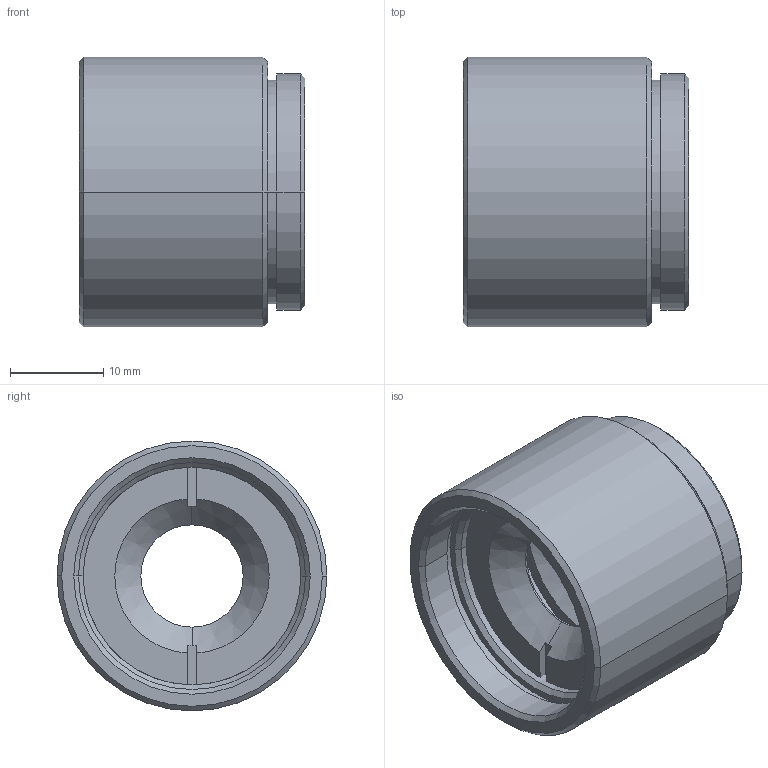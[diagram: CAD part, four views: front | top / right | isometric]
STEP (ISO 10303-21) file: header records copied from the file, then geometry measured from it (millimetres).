
FILE_DESCRIPTION (( 'STEP AP203' ), '1' );
FILE_NAME ('Web Model 36293_Default.step', '2018-07-24T18:06:15', ( '' ), ( '' ), 'SwSTEP 2.0', 'SolidWorks 2016', '' );
FILE_SCHEMA (( 'CONFIG_CONTROL_DESIGN' ));
Length unit declared in the file: millimetre
Products named in the file (1): Web Model 36293_Default
Bounding box: 24.25 x 29 x 29 mm (x, y, z)
Volume: 6715.4 mm3; surface area: 6445.1 mm2
Topology: 3 solids, 3 shells, 83 faces, 190 edges, 120 vertices
Faces by surface type: cylinder 30, plane 29, cone 24
Entity records: 2465 total; most frequent: CARTESIAN_POINT 442, DIRECTION 442, ORIENTED_EDGE 380, EDGE_CURVE 190, AXIS2_PLACEMENT_3D 184, VERTEX_POINT 120, CIRCLE 100, EDGE_LOOP 96
